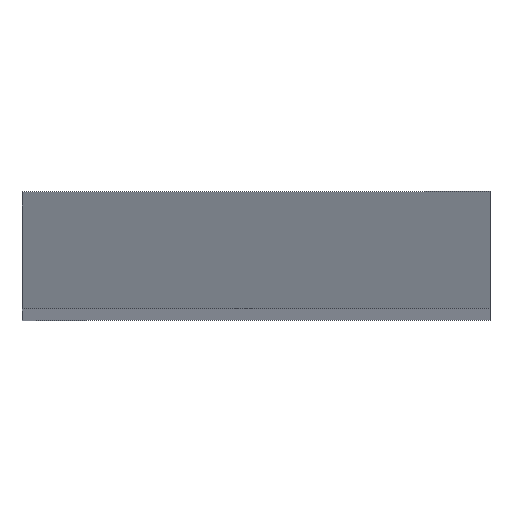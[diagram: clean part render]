
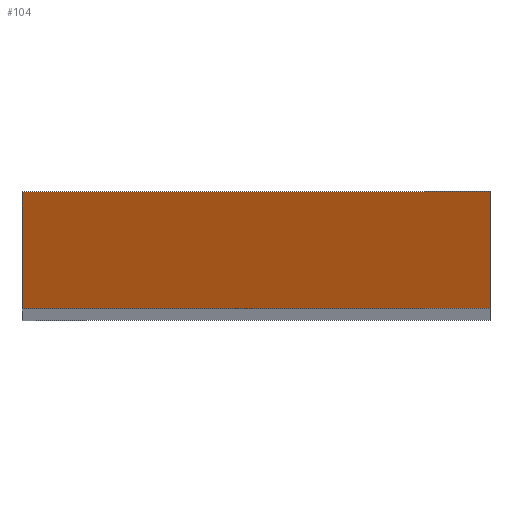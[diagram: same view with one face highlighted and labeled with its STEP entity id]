
A CAD part, top view. The second image highlights one B-rep face of the part: STEP entity #104.
In plain terms, the highlighted planar face has unit normal (-0.475, 0, 0.88).
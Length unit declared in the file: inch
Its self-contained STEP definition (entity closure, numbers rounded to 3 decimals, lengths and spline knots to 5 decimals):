
#18=FACE_OUTER_BOUND('',#24,.T.);
#24=EDGE_LOOP('',(#83,#84,#85,#86));
#32=LINE('',#173,#44);
#35=LINE('',#178,#47);
#36=LINE('',#181,#48);
#37=LINE('',#182,#49);
#44=VECTOR('',#144,0.3937);
#47=VECTOR('',#149,0.3937);
#48=VECTOR('',#152,0.3937);
#49=VECTOR('',#153,0.3937);
#55=VERTEX_POINT('',#170);
#56=VERTEX_POINT('',#172);
#57=VERTEX_POINT('',#176);
#58=VERTEX_POINT('',#180);
#64=EDGE_CURVE('',#55,#56,#32,.T.);
#67=EDGE_CURVE('',#55,#57,#35,.T.);
#68=EDGE_CURVE('',#58,#57,#36,.T.);
#69=EDGE_CURVE('',#56,#58,#37,.T.);
#83=ORIENTED_EDGE('',*,*,#64,.F.);
#84=ORIENTED_EDGE('',*,*,#67,.T.);
#85=ORIENTED_EDGE('',*,*,#68,.F.);
#86=ORIENTED_EDGE('',*,*,#69,.F.);
#98=PLANE('',#130);
#104=ADVANCED_FACE('',(#18),#98,.F.);
#130=AXIS2_PLACEMENT_3D('',#179,#150,#151);
#144=DIRECTION('',(-0.88,0.,-0.476));
#149=DIRECTION('',(0.,1.,0.));
#150=DIRECTION('center_axis',(0.476,0.,-0.88));
#151=DIRECTION('ref_axis',(0.88,0.,0.476));
#152=DIRECTION('',(0.88,0.,0.476));
#153=DIRECTION('',(0.,1.,0.));
#170=CARTESIAN_POINT('',(1.,0.,14.841));
#172=CARTESIAN_POINT('',(0.,0.,14.30044));
#173=CARTESIAN_POINT('',(-2.99111,0.,12.68355));
#176=CARTESIAN_POINT('',(1.,0.25,14.841));
#178=CARTESIAN_POINT('',(1.,0.,14.841));
#179=CARTESIAN_POINT('Origin',(0.,0.25,14.30044));
#180=CARTESIAN_POINT('',(0.,0.25,14.30044));
#181=CARTESIAN_POINT('',(-2.60418,0.25,12.89272));
#182=CARTESIAN_POINT('',(0.,0.25,14.30044));
